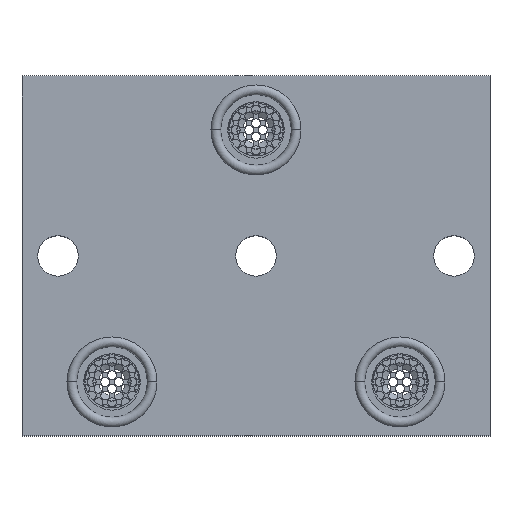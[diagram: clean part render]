
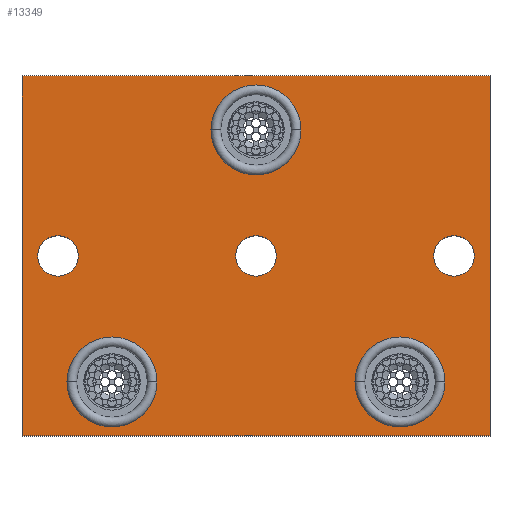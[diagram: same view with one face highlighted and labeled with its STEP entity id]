
A CAD part, top view. The second image highlights one B-rep face of the part: STEP entity #13349.
In plain terms, the highlighted planar face has unit normal (0, 0, 1).
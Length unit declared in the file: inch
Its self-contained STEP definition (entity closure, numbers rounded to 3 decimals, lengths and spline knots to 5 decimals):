
#208=DIRECTION('',(1.,0.,0.));
#209=VECTOR('',#208,3.25);
#210=CARTESIAN_POINT('',(0.,0.,0.45));
#211=LINE('',#210,#209);
#212=DIRECTION('',(0.,-1.,0.));
#213=VECTOR('',#212,2.5);
#214=CARTESIAN_POINT('',(0.,2.5,0.45));
#215=LINE('',#214,#213);
#216=DIRECTION('',(-1.,0.,0.));
#217=VECTOR('',#216,3.25);
#218=CARTESIAN_POINT('',(3.25,2.5,0.45));
#219=LINE('',#218,#217);
#220=DIRECTION('',(0.,1.,0.));
#221=VECTOR('',#220,2.5);
#222=CARTESIAN_POINT('',(3.25,0.,0.45));
#223=LINE('',#222,#221);
#224=CARTESIAN_POINT('',(3.,1.25,0.45));
#225=DIRECTION('',(0.,0.,1.));
#226=DIRECTION('',(1.,0.,0.));
#227=AXIS2_PLACEMENT_3D('',#224,#225,#226);
#229=CARTESIAN_POINT('',(3.,1.25,0.45));
#230=DIRECTION('',(0.,0.,1.));
#231=DIRECTION('',(-1.,0.,0.));
#232=AXIS2_PLACEMENT_3D('',#229,#230,#231);
#234=CARTESIAN_POINT('',(1.625,1.25,0.45));
#235=DIRECTION('',(0.,0.,1.));
#236=DIRECTION('',(1.,0.,0.));
#237=AXIS2_PLACEMENT_3D('',#234,#235,#236);
#239=CARTESIAN_POINT('',(1.625,1.25,0.45));
#240=DIRECTION('',(0.,0.,1.));
#241=DIRECTION('',(-1.,0.,0.));
#242=AXIS2_PLACEMENT_3D('',#239,#240,#241);
#244=CARTESIAN_POINT('',(0.25,1.25,0.45));
#245=DIRECTION('',(0.,0.,1.));
#246=DIRECTION('',(1.,0.,0.));
#247=AXIS2_PLACEMENT_3D('',#244,#245,#246);
#249=CARTESIAN_POINT('',(0.25,1.25,0.45));
#250=DIRECTION('',(0.,0.,1.));
#251=DIRECTION('',(-1.,0.,0.));
#252=AXIS2_PLACEMENT_3D('',#249,#250,#251);
#254=CARTESIAN_POINT('',(1.625,2.125,0.45));
#255=DIRECTION('',(0.,0.,1.));
#256=DIRECTION('',(1.,0.,0.));
#257=AXIS2_PLACEMENT_3D('',#254,#255,#256);
#259=CARTESIAN_POINT('',(1.625,2.125,0.45));
#260=DIRECTION('',(0.,0.,1.));
#261=DIRECTION('',(-1.,0.,0.));
#262=AXIS2_PLACEMENT_3D('',#259,#260,#261);
#264=CARTESIAN_POINT('',(0.625,0.375,0.45));
#265=DIRECTION('',(0.,0.,1.));
#266=DIRECTION('',(1.,0.,0.));
#267=AXIS2_PLACEMENT_3D('',#264,#265,#266);
#269=CARTESIAN_POINT('',(0.625,0.375,0.45));
#270=DIRECTION('',(0.,0.,1.));
#271=DIRECTION('',(-1.,0.,0.));
#272=AXIS2_PLACEMENT_3D('',#269,#270,#271);
#274=CARTESIAN_POINT('',(2.625,0.375,0.45));
#275=DIRECTION('',(0.,0.,1.));
#276=DIRECTION('',(1.,0.,0.));
#277=AXIS2_PLACEMENT_3D('',#274,#275,#276);
#279=CARTESIAN_POINT('',(2.625,0.375,0.45));
#280=DIRECTION('',(0.,0.,1.));
#281=DIRECTION('',(-1.,0.,0.));
#282=AXIS2_PLACEMENT_3D('',#279,#280,#281);
#10498=CARTESIAN_POINT('',(0.,0.,0.45));
#10499=CARTESIAN_POINT('',(3.25,0.,0.45));
#10500=VERTEX_POINT('',#10498);
#10501=VERTEX_POINT('',#10499);
#10502=CARTESIAN_POINT('',(3.25,2.5,0.45));
#10503=VERTEX_POINT('',#10502);
#10504=CARTESIAN_POINT('',(0.,2.5,0.45));
#10505=VERTEX_POINT('',#10504);
#10530=CARTESIAN_POINT('',(3.1405,1.25,0.45));
#10531=CARTESIAN_POINT('',(2.8595,1.25,0.45));
#10532=VERTEX_POINT('',#10530);
#10533=VERTEX_POINT('',#10531);
#10534=CARTESIAN_POINT('',(1.7655,1.25,0.45));
#10535=CARTESIAN_POINT('',(1.4845,1.25,0.45));
#10536=VERTEX_POINT('',#10534);
#10537=VERTEX_POINT('',#10535);
#10538=CARTESIAN_POINT('',(0.3905,1.25,0.45));
#10539=CARTESIAN_POINT('',(0.1095,1.25,0.45));
#10540=VERTEX_POINT('',#10538);
#10541=VERTEX_POINT('',#10539);
#10554=CARTESIAN_POINT('',(1.9375,2.125,0.45));
#10555=CARTESIAN_POINT('',(1.3125,2.125,0.45));
#10556=VERTEX_POINT('',#10554);
#10557=VERTEX_POINT('',#10555);
#10558=CARTESIAN_POINT('',(0.9375,0.375,0.45));
#10559=CARTESIAN_POINT('',(0.3125,0.375,0.45));
#10560=VERTEX_POINT('',#10558);
#10561=VERTEX_POINT('',#10559);
#10562=CARTESIAN_POINT('',(2.9375,0.375,0.45));
#10563=CARTESIAN_POINT('',(2.3125,0.375,0.45));
#10564=VERTEX_POINT('',#10562);
#10565=VERTEX_POINT('',#10563);
#13302=CARTESIAN_POINT('',(0.,0.,0.45));
#13303=DIRECTION('',(0.,0.,1.));
#13304=DIRECTION('',(1.,0.,0.));
#13305=AXIS2_PLACEMENT_3D('',#13302,#13303,#13304);
#13306=PLANE('',#13305);
#13307=ORIENTED_EDGE('',*,*,#13254,.F.);
#13308=ORIENTED_EDGE('',*,*,#13269,.F.);
#13309=ORIENTED_EDGE('',*,*,#13283,.F.);
#13310=ORIENTED_EDGE('',*,*,#13296,.F.);
#13311=EDGE_LOOP('',(#13307,#13308,#13309,#13310));
#13312=FACE_OUTER_BOUND('',#13311,.F.);
#13314=ORIENTED_EDGE('',*,*,#13313,.T.);
#13316=ORIENTED_EDGE('',*,*,#13315,.T.);
#13317=EDGE_LOOP('',(#13314,#13316));
#13318=FACE_BOUND('',#13317,.F.);
#13320=ORIENTED_EDGE('',*,*,#13319,.T.);
#13322=ORIENTED_EDGE('',*,*,#13321,.T.);
#13323=EDGE_LOOP('',(#13320,#13322));
#13324=FACE_BOUND('',#13323,.F.);
#13326=ORIENTED_EDGE('',*,*,#13325,.T.);
#13328=ORIENTED_EDGE('',*,*,#13327,.T.);
#13329=EDGE_LOOP('',(#13326,#13328));
#13330=FACE_BOUND('',#13329,.F.);
#13332=ORIENTED_EDGE('',*,*,#13331,.T.);
#13334=ORIENTED_EDGE('',*,*,#13333,.T.);
#13335=EDGE_LOOP('',(#13332,#13334));
#13336=FACE_BOUND('',#13335,.F.);
#13338=ORIENTED_EDGE('',*,*,#13337,.T.);
#13340=ORIENTED_EDGE('',*,*,#13339,.T.);
#13341=EDGE_LOOP('',(#13338,#13340));
#13342=FACE_BOUND('',#13341,.F.);
#13344=ORIENTED_EDGE('',*,*,#13343,.T.);
#13346=ORIENTED_EDGE('',*,*,#13345,.T.);
#13347=EDGE_LOOP('',(#13344,#13346));
#13348=FACE_BOUND('',#13347,.F.);
#228=CIRCLE('',#227,0.1405);
#233=CIRCLE('',#232,0.1405);
#238=CIRCLE('',#237,0.1405);
#243=CIRCLE('',#242,0.1405);
#248=CIRCLE('',#247,0.1405);
#253=CIRCLE('',#252,0.1405);
#258=CIRCLE('',#257,0.3125);
#263=CIRCLE('',#262,0.3125);
#268=CIRCLE('',#267,0.3125);
#273=CIRCLE('',#272,0.3125);
#278=CIRCLE('',#277,0.3125);
#283=CIRCLE('',#282,0.3125);
#13254=EDGE_CURVE('',#10500,#10501,#211,.T.);
#13269=EDGE_CURVE('',#10505,#10500,#215,.T.);
#13283=EDGE_CURVE('',#10503,#10505,#219,.T.);
#13296=EDGE_CURVE('',#10501,#10503,#223,.T.);
#13313=EDGE_CURVE('',#10532,#10533,#228,.T.);
#13315=EDGE_CURVE('',#10533,#10532,#233,.T.);
#13319=EDGE_CURVE('',#10536,#10537,#238,.T.);
#13321=EDGE_CURVE('',#10537,#10536,#243,.T.);
#13325=EDGE_CURVE('',#10540,#10541,#248,.T.);
#13327=EDGE_CURVE('',#10541,#10540,#253,.T.);
#13331=EDGE_CURVE('',#10556,#10557,#258,.T.);
#13333=EDGE_CURVE('',#10557,#10556,#263,.T.);
#13337=EDGE_CURVE('',#10560,#10561,#268,.T.);
#13339=EDGE_CURVE('',#10561,#10560,#273,.T.);
#13343=EDGE_CURVE('',#10564,#10565,#278,.T.);
#13345=EDGE_CURVE('',#10565,#10564,#283,.T.);
#13349=ADVANCED_FACE('',(#13312,#13318,#13324,#13330,#13336,#13342,#13348),
#13306,.T.);
